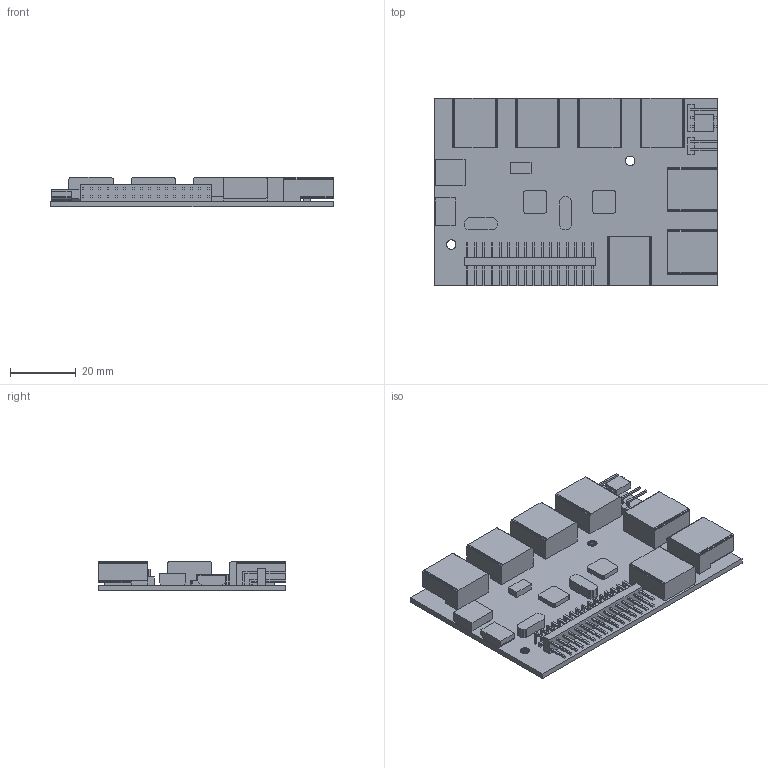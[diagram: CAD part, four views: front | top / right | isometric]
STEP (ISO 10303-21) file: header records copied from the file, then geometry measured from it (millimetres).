
FILE_DESCRIPTION(('FreeCAD Model'),'2;1');
FILE_NAME('uugear_hub_refined.step', '2014-08-26T23:34:01',('FreeCAD'),('FreeCAD'), 'Open CASCADE STEP processor 6.7','FreeCAD','Unknown');
FILE_SCHEMA(('AUTOMOTIVE_DESIGN_CC2 { 1 2 10303 214 -1 1 5 4 }'));
Products named in the file (1): uugear_hub001_(Solid)002
Bounding box: 86 x 57 x 9 mm (x, y, z)
Volume: 19496.7 mm3; surface area: 17006.2 mm2
Topology: 1 solids, 1 shells, 868 faces, 2354 edges, 1544 vertices
Faces by surface type: plane 868
Entity records: 57286 total; most frequent: CARTESIAN_POINT 9582, DIRECTION 8693, LINE 6955, VECTOR 6955, ORIENTED_EDGE 4708, PCURVE 4708, DEFINITIONAL_REPRESENTATION 4708, EDGE_CURVE 2354
